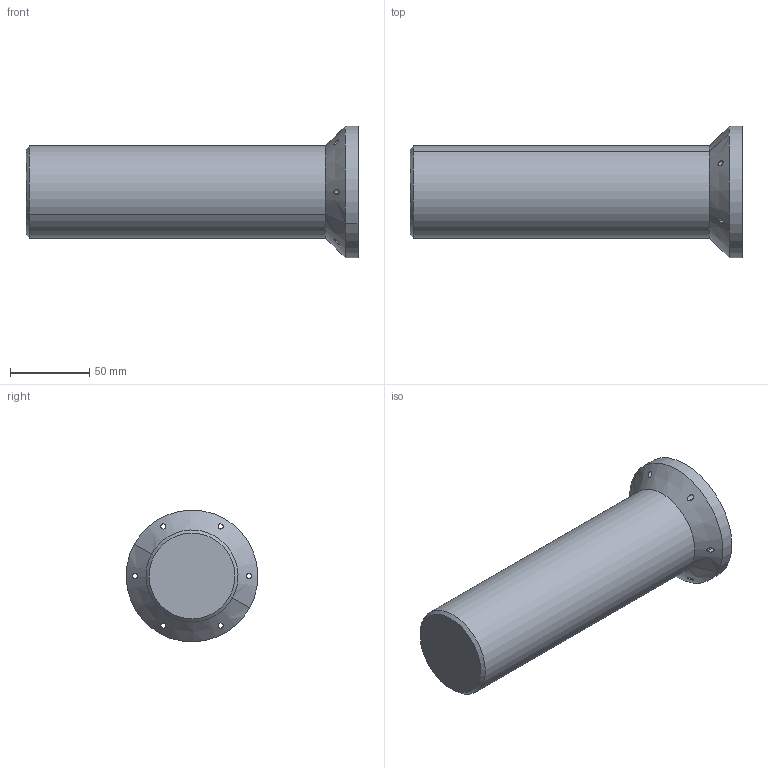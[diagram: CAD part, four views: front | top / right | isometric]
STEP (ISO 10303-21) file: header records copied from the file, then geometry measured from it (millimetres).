
FILE_DESCRIPTION(('CATIA V5 STEP Exchange'),'2;1');
FILE_NAME('Corps de batterie.stp','2016-10-13T18:21:33+00:00',('none'),('none'),'CATIA Version 5 Release 20 GA (IN-10)','CATIA V5 STEP AP203','none');
FILE_SCHEMA(('CONFIG_CONTROL_DESIGN'));
Length unit declared in the file: millimetre
Products named in the file (1): Corps de batterie
Bounding box: 209 x 82.98 x 82.98 mm (x, y, z)
Volume: 150423 mm3; surface area: 83505.4 mm2
Topology: 1 solids, 1 shells, 31 faces, 72 edges, 46 vertices
Faces by surface type: cylinder 22, plane 5, cone 4
Entity records: 1043 total; most frequent: CARTESIAN_POINT 342, ORIENTED_EDGE 144, DIRECTION 98, EDGE_CURVE 72, AXIS2_PLACEMENT_3D 54, EDGE_LOOP 46, VERTEX_POINT 46, CIRCLE 34
